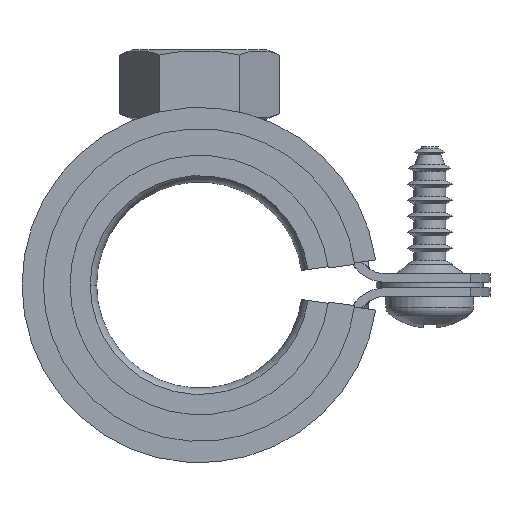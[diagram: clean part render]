
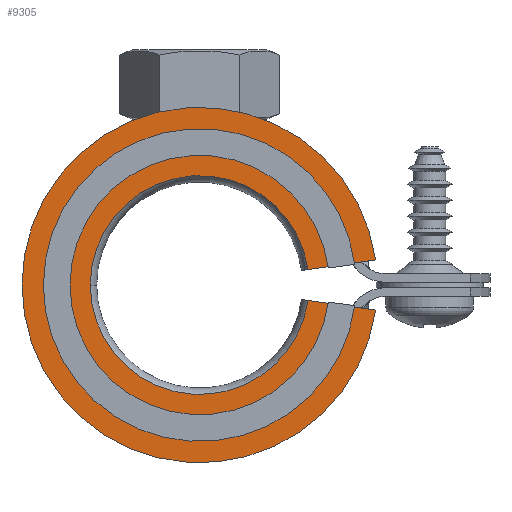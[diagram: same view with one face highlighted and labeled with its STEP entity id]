
A CAD part, front view. The second image highlights one B-rep face of the part: STEP entity #9305.
In plain terms, the highlighted face is planar.
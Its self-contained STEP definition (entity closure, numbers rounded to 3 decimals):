
#8156=CARTESIAN_POINT('',(168.639,128.638,9.0));
#8157=VERTEX_POINT('',#8156);
#8164=CARTESIAN_POINT('',(189.036,127.189,9.0));
#8165=VERTEX_POINT('',#8164);
#8166=CARTESIAN_POINT('',(178.889,128.638,9.0));
#8167=DIRECTION('',(0.0,0.0,1.0));
#8168=DIRECTION('',(1.0,0.0,0.0));
#8169=AXIS2_PLACEMENT_3D('',#8166,#8167,#8168);
#8170=CIRCLE('',#8169,10.25);
#8171=EDGE_CURVE('',#8157,#8165,#8170,.T.);
#8196=CARTESIAN_POINT('',(162.239,128.638,9.0));
#8197=VERTEX_POINT('',#8196);
#8206=CARTESIAN_POINT('',(195.372,130.991,9.0));
#8207=VERTEX_POINT('',#8206);
#8208=CARTESIAN_POINT('',(178.889,128.638,9.0));
#8209=DIRECTION('',(0.0,0.0,1.0));
#8210=DIRECTION('',(1.0,0.0,0.0));
#8211=AXIS2_PLACEMENT_3D('',#8208,#8209,#8210);
#8212=CIRCLE('',#8211,16.65);
#8213=EDGE_CURVE('',#8207,#8197,#8212,.T.);
#9256=CARTESIAN_POINT('',(195.372,126.284,9.0));
#9257=VERTEX_POINT('',#9256);
#9264=CARTESIAN_POINT('',(178.889,128.638,9.0));
#9265=DIRECTION('',(0.0,0.0,1.0));
#9266=DIRECTION('',(1.0,0.0,0.0));
#9267=AXIS2_PLACEMENT_3D('',#9264,#9265,#9266);
#9268=CIRCLE('',#9267,16.65);
#9269=EDGE_CURVE('',#8197,#9257,#9268,.T.);
#9274=CARTESIAN_POINT('',(192.204,130.539,9.0));
#9275=DIRECTION('',(0.0,0.0,1.0));
#9276=DIRECTION('',(1.0,0.0,0.0));
#9277=AXIS2_PLACEMENT_3D('',#9274,#9275,#9276);
#9278=PLANE('',#9277);
#9279=CARTESIAN_POINT('',(195.372,126.284,9.0));
#9280=DIRECTION('',(-0.99,0.141,0.0));
#9281=VECTOR('',#9280,6.4);
#9282=LINE('',#9279,#9281);
#9283=EDGE_CURVE('',#9257,#8165,#9282,.T.);
#9284=ORIENTED_EDGE('',*,*,#9283,.T.);
#9285=ORIENTED_EDGE('',*,*,#8171,.F.);
#9286=CARTESIAN_POINT('',(189.036,130.086,9.0));
#9287=VERTEX_POINT('',#9286);
#9288=CARTESIAN_POINT('',(178.889,128.638,9.0));
#9289=DIRECTION('',(0.0,0.0,1.0));
#9290=DIRECTION('',(1.0,0.0,0.0));
#9291=AXIS2_PLACEMENT_3D('',#9288,#9289,#9290);
#9292=CIRCLE('',#9291,10.25);
#9293=EDGE_CURVE('',#9287,#8157,#9292,.T.);
#9294=ORIENTED_EDGE('',*,*,#9293,.F.);
#9295=CARTESIAN_POINT('',(195.372,130.991,9.0));
#9296=DIRECTION('',(-0.99,-0.141,0.0));
#9297=VECTOR('',#9296,6.4);
#9298=LINE('',#9295,#9297);
#9299=EDGE_CURVE('',#8207,#9287,#9298,.T.);
#9300=ORIENTED_EDGE('',*,*,#9299,.F.);
#9301=ORIENTED_EDGE('',*,*,#8213,.T.);
#9302=ORIENTED_EDGE('',*,*,#9269,.T.);
#9303=EDGE_LOOP('',(#9284,#9285,#9294,#9300,#9301,#9302));
#9304=FACE_OUTER_BOUND('',#9303,.T.);
#9305=ADVANCED_FACE('',(#9304),#9278,.T.);
